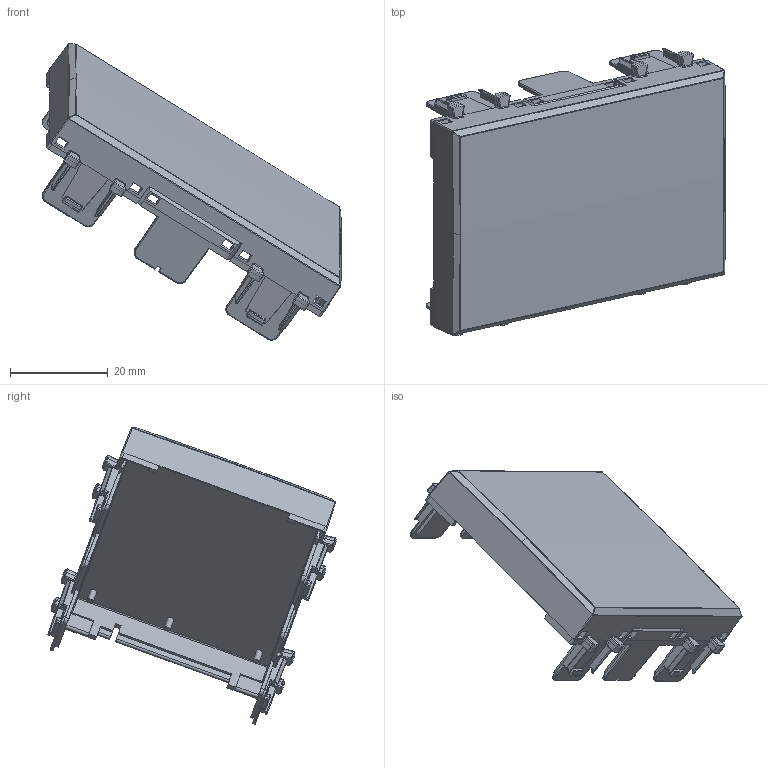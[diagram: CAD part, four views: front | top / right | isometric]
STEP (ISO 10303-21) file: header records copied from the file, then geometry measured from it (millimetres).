
FILE_DESCRIPTION(('CATIA V5 STEP Exchange'),'2;1');
FILE_NAME('442013A-3.stp','2024-03-18T10:14:24+00:00',('none'),('none'),'CATIA Version 5-6 Release 2016 SP6','CATIA V5 STEP AP203','none');
FILE_SCHEMA(('CONFIG_CONTROL_DESIGN'));
Length unit declared in the file: millimetre
Products named in the file (1): STEP
Assembly tree (1 placements, depth 2):
  STEP
    #57
Bounding box: 61.31 x 59.06 x 60.74 mm (x, y, z)
Volume: 8375 mm3; surface area: 11392.5 mm2
Topology: 1 solids, 1 shells, 914 faces, 2333 edges, 1335 vertices
Faces by surface type: plane 387, cylinder 303, bspline 92, cone 60, sphere 56, torus 16
Entity records: 52557 total; most frequent: CARTESIAN_POINT 34145, ORIENTED_EDGE 4506, DIRECTION 2567, EDGE_CURVE 2253, VERTEX_POINT 1335, VECTOR 1157, LINE 1157, EDGE_LOOP 932
